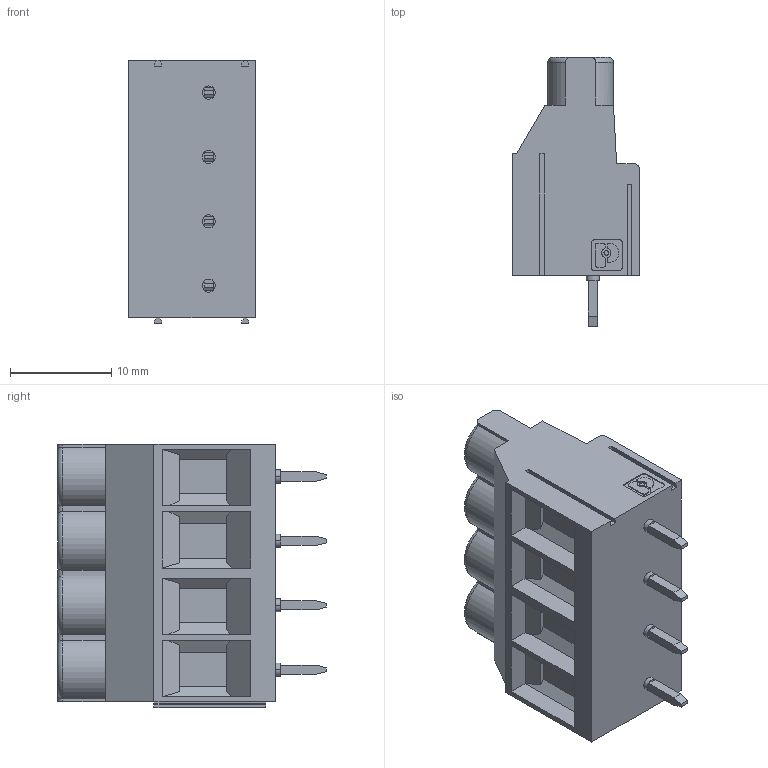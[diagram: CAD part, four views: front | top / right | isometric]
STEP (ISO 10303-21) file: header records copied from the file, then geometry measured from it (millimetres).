
FILE_DESCRIPTION(('SolidDesigner STEP Export'),'2;1');
FILE_NAME('1706756_STEP.stp','2014-06-11T15:18:43',(''),(''),'Creo Elements/Direct Modeling STEP processor for AP214 (Solid Model)','Creo Elements/Direct Modeling 18.1B 29-Sep-2012 (C) Parametric Technology GmbH','');
FILE_SCHEMA(('AUTOMOTIVE_DESIGN { 1 0 10303 214 1 1 1 1 }'));
Length unit declared in the file: millimetre
Products named in the file (2): mkds_5-2-6.35.1
Assembly tree (1 placements, depth 2):
  mkds_5-2-6.35.1
    mkds_5-2-6.35.1
Bounding box: 12.5 x 26.5 x 25.97 mm (x, y, z)
Volume: 4698.1 mm3; surface area: 2868.2 mm2
Topology: 1 solids, 2 shells, 293 faces, 749 edges, 486 vertices
Faces by surface type: plane 204, cylinder 81, torus 8
Entity records: 11811 total; most frequent: CARTESIAN_POINT 2457, ORIENTED_EDGE 1498, DIRECTION 1363, EDGE_CURVE 749, VECTOR 531, LINE 531, VERTEX_POINT 486, AXIS2_PLACEMENT_3D 416
